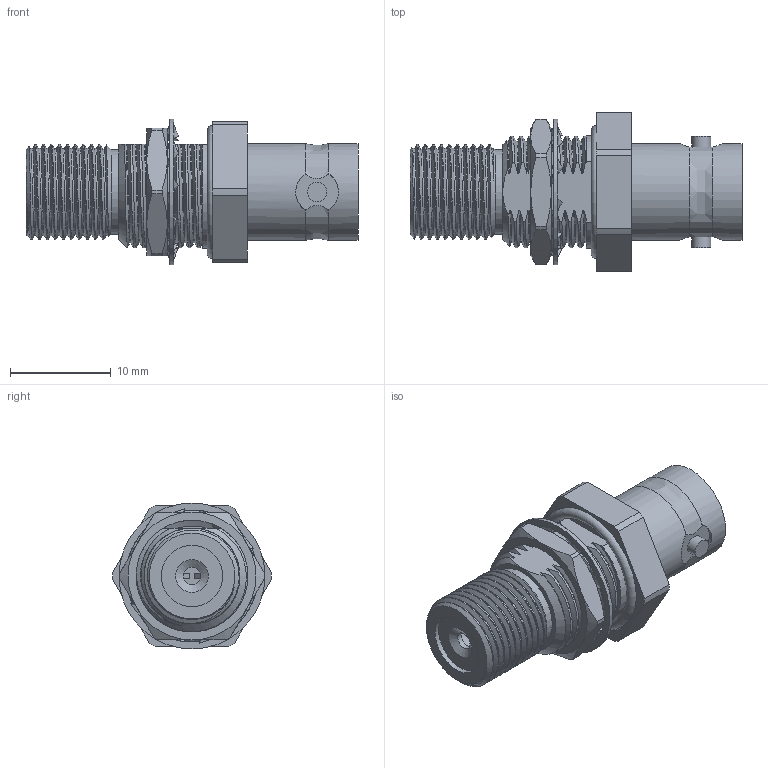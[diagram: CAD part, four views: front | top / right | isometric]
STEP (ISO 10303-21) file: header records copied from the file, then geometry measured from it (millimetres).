
FILE_DESCRIPTION (( 'STEP AP203' ), '1' );
FILE_NAME ('PE91324_3D.step', '2022-06-01T16:27:04', ( '' ), ( '' ), 'SwSTEP 2.0', 'SolidWorks 2021', '' );
FILE_SCHEMA (( 'CONFIG_CONTROL_DESIGN' ));
Length unit declared in the file: inch
Products named in the file (1): PE91324_3D
Bounding box: 33 x 15.8 x 14.51 mm (x, y, z)
Volume: 2184 mm3; surface area: 2811 mm2
Topology: 4 solids, 4 shells, 233 faces, 660 edges, 446 vertices
Faces by surface type: plane 79, bspline 78, cylinder 51, cone 24, torus 1
Full cylindrical faces by diameter (mm): 1.27 x1, 1.727 x1, 1.778 x1, 1.905 x2, 6.096 x2, 8.255 x1, 8.441 x1, 9.601 x2, 11.192 x1, 13.501 x1, 14.506 x1
Entity records: 22842 total; most frequent: CARTESIAN_POINT 17556, ORIENTED_EDGE 1254, DIRECTION 828, EDGE_CURVE 627, VERTEX_POINT 433, AXIS2_PLACEMENT_3D 294, EDGE_LOOP 266, FACE_OUTER_BOUND 245
